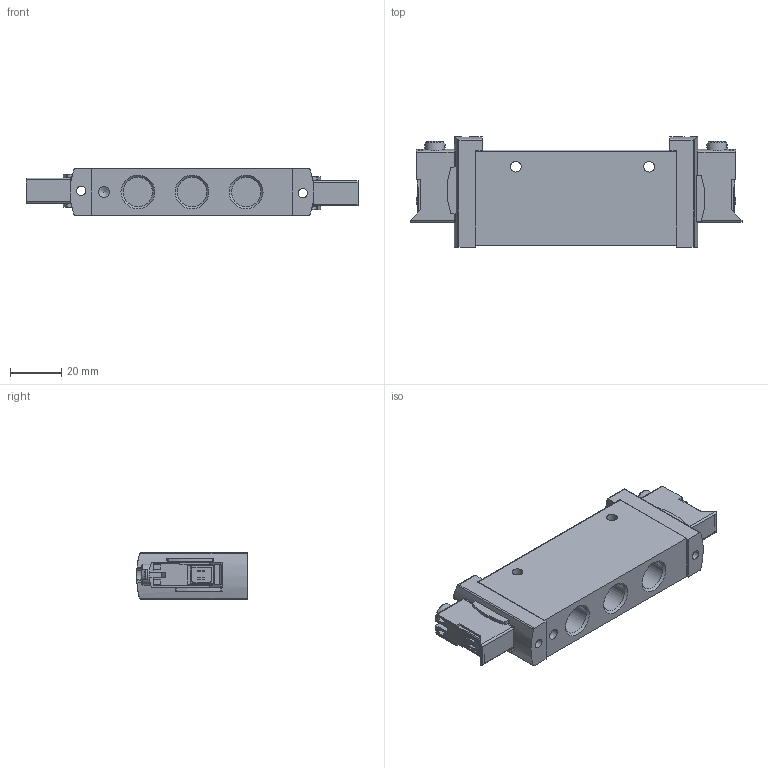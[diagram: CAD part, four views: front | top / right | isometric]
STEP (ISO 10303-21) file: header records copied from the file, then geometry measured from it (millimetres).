
FILE_DESCRIPTION(/* description */ ('STEP AP214'),/* implementation_level */ '2;1');
FILE_NAME(/* name */ '574427_VUVG-L18-T32H-MT-G14-1P3',/* time_stamp */ '2024-09-17T16:35:10+02:00',/* author */ ('License CC BY-ND 4.0'),/* organization */ ('CADENAS'),/* preprocessor_version */ 'ST-DEVELOPER v19.3',/* originating_system */ 'PARTsolutions',/* authorisation */ ' ');
FILE_SCHEMA (('AUTOMOTIVE_DESIGN {1 0 10303 214 3 1 1}'));
Length unit declared in the file: millimetre
Products named in the file (3): 574427 VUVG-L18-T32H-MT-G14-1P3; 564212 VUVG-L-18-T32H-M-T-G14--1P3--------(G); 1374186 MSAG
Assembly tree (3 placements, depth 2):
  574427 VUVG-L18-T32H-MT-G14-1P3
    564212 VUVG-L-18-T32H-M-T-G14--1P3--------(G)
    1374186 MSAG  x2
Bounding box: 129.4 x 43.1 x 18.3 mm (x, y, z)
Volume: 67392.8 mm3; surface area: 19596.7 mm2
Topology: 3 solids, 3 shells, 439 faces, 1180 edges, 782 vertices
Faces by surface type: plane 301, cylinder 116, cone 12, torus 8, sphere 2
Full cylindrical faces by diameter (mm): 3.6 x2, 3.8 x2, 3.9 x2, 4.2 x3, 8.1 x2, 11.445 x5
Entity records: 10108 total; most frequent: CARTESIAN_POINT 1908, DIRECTION 1681, ORIENTED_EDGE 1672, EDGE_CURVE 836, VERTEX_POINT 566, AXIS2_PLACEMENT_3D 565, LINE 551, VECTOR 551
